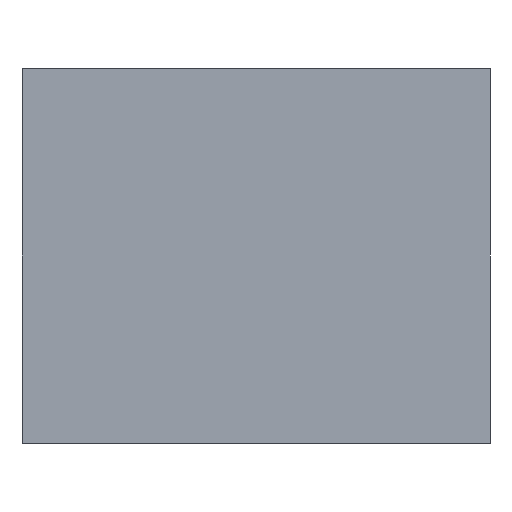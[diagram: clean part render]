
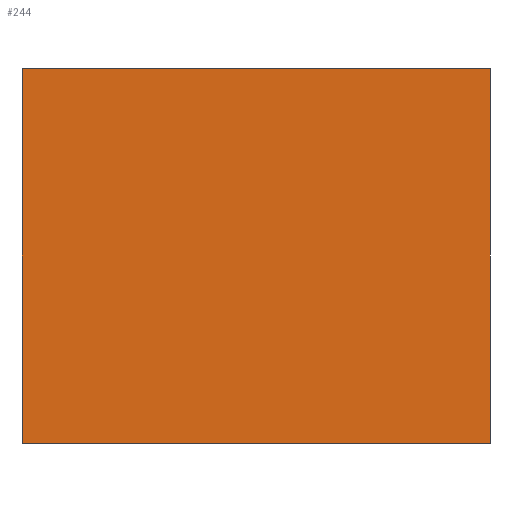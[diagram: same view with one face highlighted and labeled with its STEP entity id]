
A CAD part, front view. The second image highlights one B-rep face of the part: STEP entity #244.
In plain terms, the highlighted planar face has unit normal (0, -1, 0).
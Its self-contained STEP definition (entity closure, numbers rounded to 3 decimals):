
#8 = EDGE_LOOP ( 'NONE', ( #268, #310, #273, #522 ) ) ;
#9 = DIRECTION ( 'NONE',  ( 0., 0., 1. ) ) ;
#51 = VECTOR ( 'NONE', #9, 1000. ) ;
#60 = CARTESIAN_POINT ( 'NONE',  ( -50., -75., -80. ) ) ;
#66 = DIRECTION ( 'NONE',  ( 0., 0., -1. ) ) ;
#73 = EDGE_CURVE ( 'NONE', #148, #311, #93, .T. ) ;
#86 = VERTEX_POINT ( 'NONE', #437 ) ;
#93 = LINE ( 'NONE', #166, #513 ) ;
#148 = VERTEX_POINT ( 'NONE', #480 ) ;
#166 = CARTESIAN_POINT ( 'NONE',  ( 50., -75., -80. ) ) ;
#168 = LINE ( 'NONE', #519, #180 ) ;
#180 = VECTOR ( 'NONE', #217, 1000. ) ;
#183 = EDGE_CURVE ( 'NONE', #509, #148, #168, .T. ) ;
#185 = CARTESIAN_POINT ( 'NONE',  ( -50., -75., -80. ) ) ;
#186 = AXIS2_PLACEMENT_3D ( 'NONE', #60, #555, #66 ) ;
#217 = DIRECTION ( 'NONE',  ( 1., 0., 0. ) ) ;
#233 = EDGE_CURVE ( 'NONE', #509, #86, #449, .T. ) ;
#244 = ADVANCED_FACE ( 'NONE', ( #392 ), #453, .T. ) ;
#245 = CARTESIAN_POINT ( 'NONE',  ( 50., -75., 0. ) ) ;
#268 = ORIENTED_EDGE ( 'NONE', *, *, #512, .F. ) ;
#273 = ORIENTED_EDGE ( 'NONE', *, *, #183, .T. ) ;
#305 = VECTOR ( 'NONE', #364, 1000. ) ;
#310 = ORIENTED_EDGE ( 'NONE', *, *, #233, .F. ) ;
#311 = VERTEX_POINT ( 'NONE', #245 ) ;
#347 = DIRECTION ( 'NONE',  ( 0., 0., 1. ) ) ;
#353 = CARTESIAN_POINT ( 'NONE',  ( -50., -75., 0. ) ) ;
#364 = DIRECTION ( 'NONE',  ( 1., 0., 0. ) ) ;
#392 = FACE_OUTER_BOUND ( 'NONE', #8, .T. ) ;
#437 = CARTESIAN_POINT ( 'NONE',  ( -50., -75., 0. ) ) ;
#448 = LINE ( 'NONE', #353, #305 ) ;
#449 = LINE ( 'NONE', #185, #51 ) ;
#453 = PLANE ( 'NONE',  #186 ) ;
#480 = CARTESIAN_POINT ( 'NONE',  ( 50., -75., -80. ) ) ;
#486 = CARTESIAN_POINT ( 'NONE',  ( -50., -75., -80. ) ) ;
#509 = VERTEX_POINT ( 'NONE', #486 ) ;
#512 = EDGE_CURVE ( 'NONE', #86, #311, #448, .T. ) ;
#513 = VECTOR ( 'NONE', #347, 1000. ) ;
#519 = CARTESIAN_POINT ( 'NONE',  ( -50., -75., -80. ) ) ;
#522 = ORIENTED_EDGE ( 'NONE', *, *, #73, .T. ) ;
#555 = DIRECTION ( 'NONE',  ( 0., -1., 0. ) ) ;
